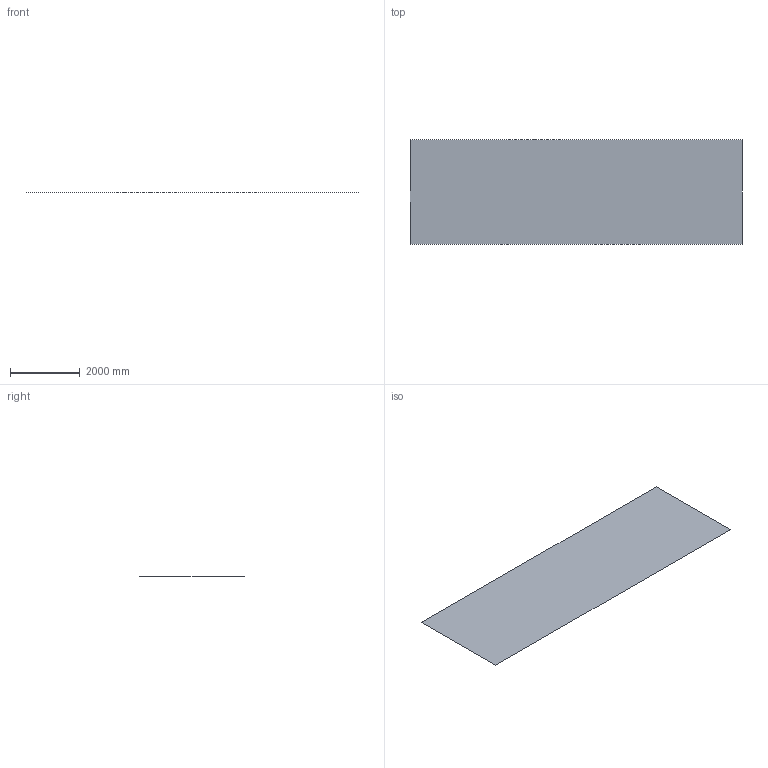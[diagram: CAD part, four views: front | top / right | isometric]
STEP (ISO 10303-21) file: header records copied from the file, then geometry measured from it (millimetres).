
FILE_DESCRIPTION(/* description */ (''),/* implementation_level */ '2;1');
FILE_NAME(/* name */ 'fp_environment',/* time_stamp */ '2017-12-12T21:56:38+09:00',/* author */ (''),/* organization */ (''),/* preprocessor_version */ 'ST-DEVELOPER v15',/* originating_system */ '',/* authorisation */ '');
FILE_SCHEMA (('AUTOMOTIVE_DESIGN'));
Length unit declared in the file: millimetre
Products named in the file (1): Document
Bounding box: 9500 x 3000 x 0 mm (x, y, z)
Surface area: 28500000 mm2 (no closed solid volume)
Topology: 0 solids, 1 shells, 1 faces, 10 edges, 13 vertices
Faces by surface type: plane 1
Entity records: 123 total; most frequent: CARTESIAN_POINT 51, B_SPLINE_CURVE_WITH_KNOTS 8, PRESENTATION_LAYER_ASSIGNMENT 7, DIRECTION 7, ORIENTED_EDGE 4, EDGE_CURVE 4, VERTEX_POINT 4, AXIS2_PLACEMENT_3D 4
